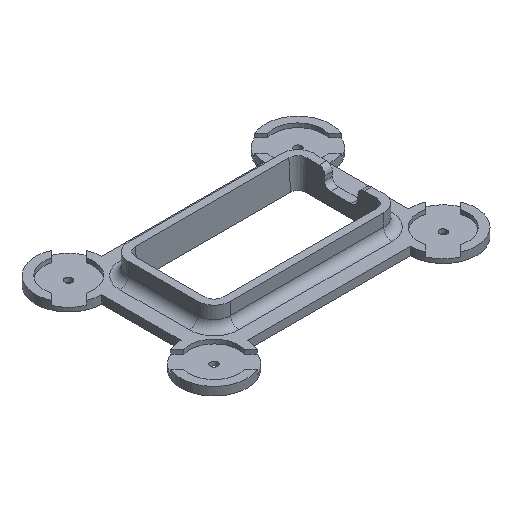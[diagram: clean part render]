
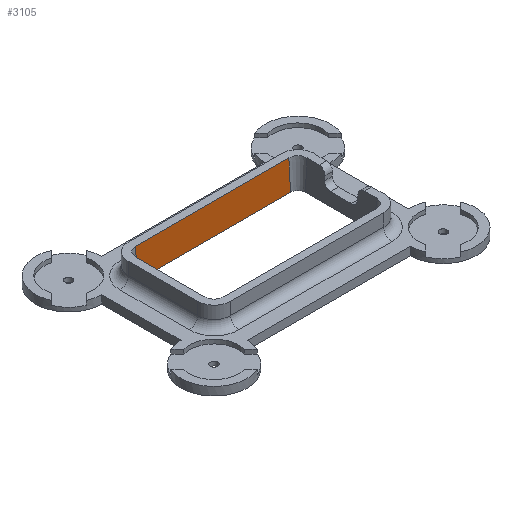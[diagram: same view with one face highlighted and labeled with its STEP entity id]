
A CAD part, isometric view. The second image highlights one B-rep face of the part: STEP entity #3105.
In plain terms, the highlighted planar face has unit normal (0, -0.998, 0.057).
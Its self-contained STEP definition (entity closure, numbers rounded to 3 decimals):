
#44 = PLANE('',#45);
#45 = AXIS2_PLACEMENT_3D('',#46,#47,#48);
#46 = CARTESIAN_POINT('',(-0.015,0.,5.));
#47 = DIRECTION('',(0.,0.,-1.));
#48 = DIRECTION('',(0.,-1.,0.));
#916 = VERTEX_POINT('',#917);
#917 = CARTESIAN_POINT('',(18.55,10.6,5.));
#936 = CONICAL_SURFACE('',#937,1.8,0.057);
#937 = AXIS2_PLACEMENT_3D('',#938,#939,#940);
#938 = CARTESIAN_POINT('',(18.55,8.4,-2.));
#939 = DIRECTION('',(0.,0.,1.));
#940 = DIRECTION('',(1.,0.,0.));
#948 = EDGE_CURVE('',#949,#916,#951,.T.);
#949 = VERTEX_POINT('',#950);
#950 = CARTESIAN_POINT('',(-18.55,10.6,5.));
#951 = SURFACE_CURVE('',#952,(#956,#963),.PCURVE_S1.);
#952 = LINE('',#953,#954);
#953 = CARTESIAN_POINT('',(-18.55,10.6,5.));
#954 = VECTOR('',#955,1.);
#955 = DIRECTION('',(1.,0.,0.));
#956 = PCURVE('',#44,#957);
#957 = DEFINITIONAL_REPRESENTATION('',(#958),#962);
#958 = LINE('',#959,#960);
#959 = CARTESIAN_POINT('',(-10.6,18.535));
#960 = VECTOR('',#961,1.);
#961 = DIRECTION('',(0.,-1.));
#962 = ( GEOMETRIC_REPRESENTATION_CONTEXT(2) 
PARAMETRIC_REPRESENTATION_CONTEXT() REPRESENTATION_CONTEXT('2D SPACE',''
  ) );
#963 = PCURVE('',#964,#969);
#964 = PLANE('',#965);
#965 = AXIS2_PLACEMENT_3D('',#966,#967,#968);
#966 = CARTESIAN_POINT('',(-18.55,10.6,5.));
#967 = DIRECTION('',(0.,-0.998,
    0.057));
#968 = DIRECTION('',(1.,0.,0.));
#969 = DEFINITIONAL_REPRESENTATION('',(#970),#974);
#970 = LINE('',#971,#972);
#971 = CARTESIAN_POINT('',(0.,0.));
#972 = VECTOR('',#973,1.);
#973 = DIRECTION('',(1.,0.));
#974 = ( GEOMETRIC_REPRESENTATION_CONTEXT(2) 
PARAMETRIC_REPRESENTATION_CONTEXT() REPRESENTATION_CONTEXT('2D SPACE',''
  ) );
#997 = CONICAL_SURFACE('',#998,1.8,0.057);
#998 = AXIS2_PLACEMENT_3D('',#999,#1000,#1001);
#999 = CARTESIAN_POINT('',(-18.55,8.4,-2.));
#1000 = DIRECTION('',(0.,0.,1.));
#1001 = DIRECTION('',(1.,0.,0.));
#2610 = PLANE('',#2611);
#2611 = AXIS2_PLACEMENT_3D('',#2612,#2613,#2614);
#2612 = CARTESIAN_POINT('',(0.03,0.,-2.));
#2613 = DIRECTION('',(0.,0.,-1.));
#2614 = DIRECTION('',(0.,-1.,0.));
#3063 = VERTEX_POINT('',#3064);
#3064 = CARTESIAN_POINT('',(-18.55,10.2,-2.));
#3086 = EDGE_CURVE('',#3063,#949,#3087,.T.);
#3087 = SURFACE_CURVE('',#3088,(#3091,#3097),.PCURVE_S1.);
#3088 = B_SPLINE_CURVE_WITH_KNOTS('',1,(#3089,#3090),.UNSPECIFIED.,.F.,
  .F.,(2,2),(0.,1.),.PIECEWISE_BEZIER_KNOTS.);
#3089 = CARTESIAN_POINT('',(-18.55,10.2,-2.));
#3090 = CARTESIAN_POINT('',(-18.55,10.6,5.));
#3091 = PCURVE('',#997,#3092);
#3092 = DEFINITIONAL_REPRESENTATION('',(#3093),#3096);
#3093 = B_SPLINE_CURVE_WITH_KNOTS('',1,(#3094,#3095),.UNSPECIFIED.,.F.,
  .F.,(2,2),(0.,1.),.PIECEWISE_BEZIER_KNOTS.);
#3094 = CARTESIAN_POINT('',(-4.712,0.));
#3095 = CARTESIAN_POINT('',(-4.712,7.));
#3096 = ( GEOMETRIC_REPRESENTATION_CONTEXT(2) 
PARAMETRIC_REPRESENTATION_CONTEXT() REPRESENTATION_CONTEXT('2D SPACE',''
  ) );
#3097 = PCURVE('',#964,#3098);
#3098 = DEFINITIONAL_REPRESENTATION('',(#3099),#3102);
#3099 = B_SPLINE_CURVE_WITH_KNOTS('',1,(#3100,#3101),.UNSPECIFIED.,.F.,
  .F.,(2,2),(0.,1.),.PIECEWISE_BEZIER_KNOTS.);
#3100 = CARTESIAN_POINT('',(0.,-7.011));
#3101 = CARTESIAN_POINT('',(0.,0.));
#3102 = ( GEOMETRIC_REPRESENTATION_CONTEXT(2) 
PARAMETRIC_REPRESENTATION_CONTEXT() REPRESENTATION_CONTEXT('2D SPACE',''
  ) );
#3105 = ADVANCED_FACE('',(#3106),#964,.T.);
#3106 = FACE_BOUND('',#3107,.T.);
#3107 = EDGE_LOOP('',(#3108,#3131,#3149,#3150));
#3108 = ORIENTED_EDGE('',*,*,#3109,.T.);
#3109 = EDGE_CURVE('',#3063,#3110,#3112,.T.);
#3110 = VERTEX_POINT('',#3111);
#3111 = CARTESIAN_POINT('',(18.55,10.2,-2.));
#3112 = SURFACE_CURVE('',#3113,(#3117,#3124),.PCURVE_S1.);
#3113 = LINE('',#3114,#3115);
#3114 = CARTESIAN_POINT('',(-18.55,10.2,-2.));
#3115 = VECTOR('',#3116,1.);
#3116 = DIRECTION('',(1.,0.,0.));
#3117 = PCURVE('',#964,#3118);
#3118 = DEFINITIONAL_REPRESENTATION('',(#3119),#3123);
#3119 = LINE('',#3120,#3121);
#3120 = CARTESIAN_POINT('',(0.,-7.011));
#3121 = VECTOR('',#3122,1.);
#3122 = DIRECTION('',(1.,0.));
#3123 = ( GEOMETRIC_REPRESENTATION_CONTEXT(2) 
PARAMETRIC_REPRESENTATION_CONTEXT() REPRESENTATION_CONTEXT('2D SPACE',''
  ) );
#3124 = PCURVE('',#2610,#3125);
#3125 = DEFINITIONAL_REPRESENTATION('',(#3126),#3130);
#3126 = LINE('',#3127,#3128);
#3127 = CARTESIAN_POINT('',(-10.2,18.58));
#3128 = VECTOR('',#3129,1.);
#3129 = DIRECTION('',(0.,-1.));
#3130 = ( GEOMETRIC_REPRESENTATION_CONTEXT(2) 
PARAMETRIC_REPRESENTATION_CONTEXT() REPRESENTATION_CONTEXT('2D SPACE',''
  ) );
#3131 = ORIENTED_EDGE('',*,*,#3132,.T.);
#3132 = EDGE_CURVE('',#3110,#916,#3133,.T.);
#3133 = SURFACE_CURVE('',#3134,(#3137,#3143),.PCURVE_S1.);
#3134 = B_SPLINE_CURVE_WITH_KNOTS('',1,(#3135,#3136),.UNSPECIFIED.,.F.,
  .F.,(2,2),(0.,1.),.PIECEWISE_BEZIER_KNOTS.);
#3135 = CARTESIAN_POINT('',(18.55,10.2,-2.));
#3136 = CARTESIAN_POINT('',(18.55,10.6,5.));
#3137 = PCURVE('',#964,#3138);
#3138 = DEFINITIONAL_REPRESENTATION('',(#3139),#3142);
#3139 = B_SPLINE_CURVE_WITH_KNOTS('',1,(#3140,#3141),.UNSPECIFIED.,.F.,
  .F.,(2,2),(0.,1.),.PIECEWISE_BEZIER_KNOTS.);
#3140 = CARTESIAN_POINT('',(37.1,-7.011));
#3141 = CARTESIAN_POINT('',(37.1,0.));
#3142 = ( GEOMETRIC_REPRESENTATION_CONTEXT(2) 
PARAMETRIC_REPRESENTATION_CONTEXT() REPRESENTATION_CONTEXT('2D SPACE',''
  ) );
#3143 = PCURVE('',#936,#3144);
#3144 = DEFINITIONAL_REPRESENTATION('',(#3145),#3148);
#3145 = B_SPLINE_CURVE_WITH_KNOTS('',1,(#3146,#3147),.UNSPECIFIED.,.F.,
  .F.,(2,2),(0.,1.),.PIECEWISE_BEZIER_KNOTS.);
#3146 = CARTESIAN_POINT('',(-4.712,0.));
#3147 = CARTESIAN_POINT('',(-4.712,7.));
#3148 = ( GEOMETRIC_REPRESENTATION_CONTEXT(2) 
PARAMETRIC_REPRESENTATION_CONTEXT() REPRESENTATION_CONTEXT('2D SPACE',''
  ) );
#3149 = ORIENTED_EDGE('',*,*,#948,.F.);
#3150 = ORIENTED_EDGE('',*,*,#3086,.F.);
